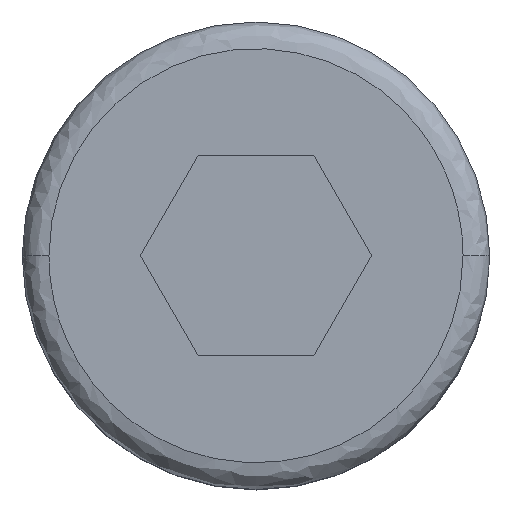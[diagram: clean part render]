
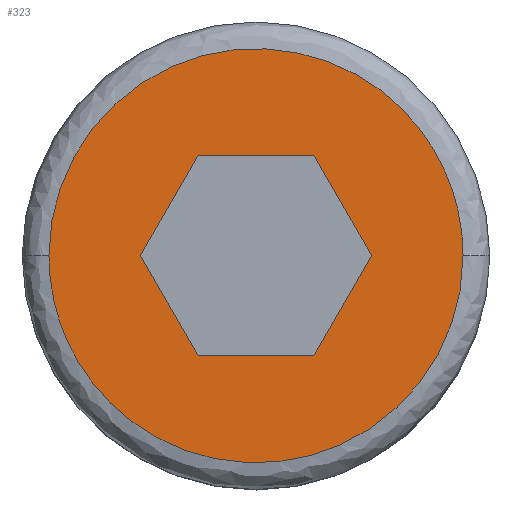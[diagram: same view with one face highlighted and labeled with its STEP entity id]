
A CAD part, top view. The second image highlights one B-rep face of the part: STEP entity #323.
In plain terms, the highlighted planar face has unit normal (0, 0, 1).
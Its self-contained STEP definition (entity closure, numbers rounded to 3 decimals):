
#23 = CARTESIAN_POINT ( 'NONE',  ( 0.866, 1.5, 4. ) ) ;
#29 = DIRECTION ( 'NONE',  ( -0.5, -0.866, 0. ) ) ;
#41 = CARTESIAN_POINT ( 'NONE',  ( -1.732, 0., 4. ) ) ;
#78 = PLANE ( 'NONE',  #371 ) ;
#92 = CARTESIAN_POINT ( 'NONE',  ( -0.866, -1.5, 4. ) ) ;
#93 = VERTEX_POINT ( 'NONE', #338 ) ;
#94 = CARTESIAN_POINT ( 'NONE',  ( -3.1, -6.2, 4. ) ) ;
#105 = VECTOR ( 'NONE', #592, 1000. ) ;
#133 = CARTESIAN_POINT ( 'NONE',  ( 3.1, 6.2, 4. ) ) ;
#139 = VECTOR ( 'NONE', #464, 1000. ) ;
#148 = CARTESIAN_POINT ( 'NONE',  ( 0., -1.5, 4. ) ) ;
#151 = EDGE_LOOP ( 'NONE', ( #387, #217, #160, #378, #276, #235 ) ) ;
#160 = ORIENTED_EDGE ( 'NONE', *, *, #626, .T. ) ;
#165 = VERTEX_POINT ( 'NONE', #23 ) ;
#169 = CARTESIAN_POINT ( 'NONE',  ( -1.732, 0., 4. ) ) ;
#171 = CARTESIAN_POINT ( 'NONE',  ( -3.1, 0., 4. ) ) ;
#187 = VECTOR ( 'NONE', #671, 1000. ) ;
#191 = EDGE_CURVE ( 'NONE', #632, #93, #574, .T. ) ;
#211 = EDGE_CURVE ( 'NONE', #543, #366, #670, .T. ) ;
#217 = ORIENTED_EDGE ( 'NONE', *, *, #296, .T. ) ;
#220 = DIRECTION ( 'NONE',  ( 1., 0., 0. ) ) ;
#222 = VECTOR ( 'NONE', #629, 1000. ) ;
#231 = LINE ( 'NONE', #169, #105 ) ;
#235 = ORIENTED_EDGE ( 'NONE', *, *, #528, .T. ) ;
#239 = CARTESIAN_POINT ( 'NONE',  ( -3.1, 0., 4. ) ) ;
#248 = CARTESIAN_POINT ( 'NONE',  ( 1.299, 0.75, 4. ) ) ;
#276 = ORIENTED_EDGE ( 'NONE', *, *, #191, .T. ) ;
#284 = CARTESIAN_POINT ( 'NONE',  ( -0.866, 1.5, 4. ) ) ;
#296 = EDGE_CURVE ( 'NONE', #469, #377, #231, .T. ) ;
#301 = CARTESIAN_POINT ( 'NONE',  ( 1.299, -0.75, 4. ) ) ;
#304 = ORIENTED_EDGE ( 'NONE', *, *, #211, .F. ) ;
#323 = ADVANCED_FACE ( 'NONE', ( #547, #325 ), #78, .T. ) ;
#325 = FACE_BOUND ( 'NONE', #151, .T. ) ;
#338 = CARTESIAN_POINT ( 'NONE',  ( 0.866, -1.5, 4. ) ) ;
#343 = CARTESIAN_POINT ( 'NONE',  ( 1.55, 0., 4. ) ) ;
#351 = CARTESIAN_POINT ( 'NONE',  ( 3.1, 0., 4. ) ) ;
#365 = DIRECTION ( 'NONE',  ( -1., 0., 0. ) ) ;
#366 = VERTEX_POINT ( 'NONE', #171 ) ;
#371 = AXIS2_PLACEMENT_3D ( 'NONE', #343, #441, #220 ) ;
#374 = LINE ( 'NONE', #633, #222 ) ;
#377 = VERTEX_POINT ( 'NONE', #284 ) ;
#378 = ORIENTED_EDGE ( 'NONE', *, *, #488, .T. ) ;
#387 = ORIENTED_EDGE ( 'NONE', *, *, #540, .T. ) ;
#401 = VECTOR ( 'NONE', #365, 1000. ) ;
#422 = LINE ( 'NONE', #148, #401 ) ;
#441 = DIRECTION ( 'NONE',  ( 0., 0., 1. ) ) ;
#451 = EDGE_CURVE ( 'NONE', #366, #543, #453, .T. ) ;
#453 =( BOUNDED_CURVE ( )  B_SPLINE_CURVE ( 3, ( #239, #607, #133, #351 ),
 .UNSPECIFIED., .F., .F. ) 
 B_SPLINE_CURVE_WITH_KNOTS ( ( 4, 4 ),
 ( 0.5, 1. ),
 .UNSPECIFIED. ) 
 CURVE ( )  GEOMETRIC_REPRESENTATION_ITEM ( )  RATIONAL_B_SPLINE_CURVE ( ( 1., 0.333, 0.333, 1. ) ) 
 REPRESENTATION_ITEM ( '' )  );
#459 = CARTESIAN_POINT ( 'NONE',  ( -3.1, 0., 4. ) ) ;
#464 = DIRECTION ( 'NONE',  ( 0.5, -0.866, 0. ) ) ;
#468 = ORIENTED_EDGE ( 'NONE', *, *, #451, .F. ) ;
#469 = VERTEX_POINT ( 'NONE', #41 ) ;
#488 = EDGE_CURVE ( 'NONE', #165, #632, #581, .T. ) ;
#517 = CARTESIAN_POINT ( 'NONE',  ( -1.299, -0.75, 4. ) ) ;
#520 = CARTESIAN_POINT ( 'NONE',  ( 3.1, 0., 4. ) ) ;
#524 = LINE ( 'NONE', #517, #187 ) ;
#528 = EDGE_CURVE ( 'NONE', #93, #567, #422, .T. ) ;
#540 = EDGE_CURVE ( 'NONE', #567, #469, #524, .T. ) ;
#543 = VERTEX_POINT ( 'NONE', #520 ) ;
#547 = FACE_OUTER_BOUND ( 'NONE', #647, .T. ) ;
#567 = VERTEX_POINT ( 'NONE', #92 ) ;
#574 = LINE ( 'NONE', #301, #587 ) ;
#581 = LINE ( 'NONE', #248, #139 ) ;
#587 = VECTOR ( 'NONE', #29, 1000. ) ;
#592 = DIRECTION ( 'NONE',  ( 0.5, 0.866, 0. ) ) ;
#607 = CARTESIAN_POINT ( 'NONE',  ( -3.1, 6.2, 4. ) ) ;
#615 = CARTESIAN_POINT ( 'NONE',  ( 3.1, -6.2, 4. ) ) ;
#625 = CARTESIAN_POINT ( 'NONE',  ( 3.1, 0., 4. ) ) ;
#626 = EDGE_CURVE ( 'NONE', #377, #165, #374, .T. ) ;
#627 = CARTESIAN_POINT ( 'NONE',  ( 1.732, 0., 4. ) ) ;
#629 = DIRECTION ( 'NONE',  ( 1., 0., 0. ) ) ;
#632 = VERTEX_POINT ( 'NONE', #627 ) ;
#633 = CARTESIAN_POINT ( 'NONE',  ( 0., 1.5, 4. ) ) ;
#647 = EDGE_LOOP ( 'NONE', ( #304, #468 ) ) ;
#670 =( BOUNDED_CURVE ( )  B_SPLINE_CURVE ( 3, ( #625, #615, #94, #459 ),
 .UNSPECIFIED., .F., .T. ) 
 B_SPLINE_CURVE_WITH_KNOTS ( ( 4, 4 ),
 ( 0., 0.5 ),
 .UNSPECIFIED. ) 
 CURVE ( )  GEOMETRIC_REPRESENTATION_ITEM ( )  RATIONAL_B_SPLINE_CURVE ( ( 1., 0.333, 0.333, 1. ) ) 
 REPRESENTATION_ITEM ( '' )  );
#671 = DIRECTION ( 'NONE',  ( -0.5, 0.866, 0. ) ) ;
